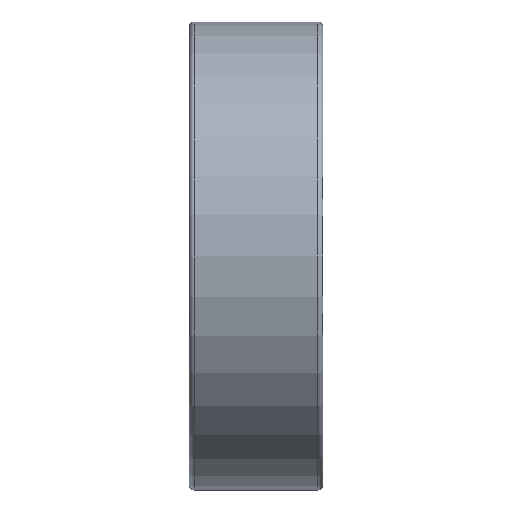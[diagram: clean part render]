
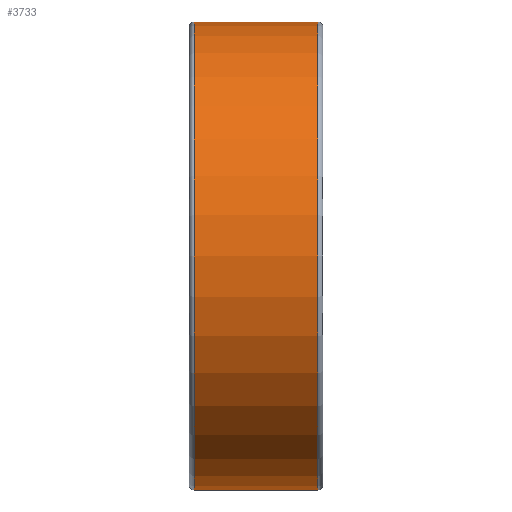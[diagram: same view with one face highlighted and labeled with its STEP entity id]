
A CAD part, front view. The second image highlights one B-rep face of the part: STEP entity #3733.
In plain terms, the highlighted cylindrical face has radius 14 mm (diameter 28 mm), a partial arc.
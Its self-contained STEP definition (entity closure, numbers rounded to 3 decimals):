
#377 = VERTEX_POINT ( 'NONE', #6130 ) ;
#815 = VERTEX_POINT ( 'NONE', #10674 ) ;
#1027 = AXIS2_PLACEMENT_3D ( 'NONE', #10000, #7475, #6427 ) ;
#1100 = EDGE_LOOP ( 'NONE', ( #3348, #3099, #6507, #5184 ) ) ;
#1104 = CYLINDRICAL_SURFACE ( 'NONE', #1027, 14. ) ;
#1275 = FACE_OUTER_BOUND ( 'NONE', #1100, .T. ) ;
#1690 = AXIS2_PLACEMENT_3D ( 'NONE', #6057, #8723, #6994 ) ;
#2089 = AXIS2_PLACEMENT_3D ( 'NONE', #8548, #4089, #7733 ) ;
#2205 = DIRECTION ( 'NONE',  ( -1., 0., 0. ) ) ;
#2272 = CIRCLE ( 'NONE', #2089, 14. ) ;
#2440 = CIRCLE ( 'NONE', #1690, 14. ) ;
#3099 = ORIENTED_EDGE ( 'NONE', *, *, #7192, .T. ) ;
#3132 = DIRECTION ( 'NONE',  ( -1., 0., 0. ) ) ;
#3348 = ORIENTED_EDGE ( 'NONE', *, *, #3839, .F. ) ;
#3733 = ADVANCED_FACE ( 'NONE', ( #1275 ), #1104, .T. ) ;
#3839 = EDGE_CURVE ( 'NONE', #377, #6357, #10108, .T. ) ;
#3985 = VECTOR ( 'NONE', #2205, 1000. ) ;
#4089 = DIRECTION ( 'NONE',  ( 1., 0., 0. ) ) ;
#5184 = ORIENTED_EDGE ( 'NONE', *, *, #10279, .T. ) ;
#5327 = CARTESIAN_POINT ( 'NONE',  ( 3.7, 0., 14. ) ) ;
#5396 = CARTESIAN_POINT ( 'NONE',  ( -3.7, 0., -14. ) ) ;
#5721 = CARTESIAN_POINT ( 'NONE',  ( -58.968, 0., -14. ) ) ;
#6057 = CARTESIAN_POINT ( 'NONE',  ( 3.7, 0., 0. ) ) ;
#6130 = CARTESIAN_POINT ( 'NONE',  ( 3.7, 0., -14. ) ) ;
#6357 = VERTEX_POINT ( 'NONE', #5396 ) ;
#6427 = DIRECTION ( 'NONE',  ( 0., 0., 1. ) ) ;
#6507 = ORIENTED_EDGE ( 'NONE', *, *, #7124, .T. ) ;
#6606 = CARTESIAN_POINT ( 'NONE',  ( -58.968, 0., 14. ) ) ;
#6994 = DIRECTION ( 'NONE',  ( 0., 0., 1. ) ) ;
#7124 = EDGE_CURVE ( 'NONE', #8230, #815, #7354, .T. ) ;
#7192 = EDGE_CURVE ( 'NONE', #377, #8230, #2440, .T. ) ;
#7354 = LINE ( 'NONE', #6606, #10524 ) ;
#7475 = DIRECTION ( 'NONE',  ( -1., 0., 0. ) ) ;
#7733 = DIRECTION ( 'NONE',  ( 0., 0., 1. ) ) ;
#8230 = VERTEX_POINT ( 'NONE', #5327 ) ;
#8548 = CARTESIAN_POINT ( 'NONE',  ( -3.7, 0., 0. ) ) ;
#8723 = DIRECTION ( 'NONE',  ( -1., 0., 0. ) ) ;
#10000 = CARTESIAN_POINT ( 'NONE',  ( -58.968, 0., 0. ) ) ;
#10108 = LINE ( 'NONE', #5721, #3985 ) ;
#10279 = EDGE_CURVE ( 'NONE', #815, #6357, #2272, .T. ) ;
#10524 = VECTOR ( 'NONE', #3132, 1000. ) ;
#10674 = CARTESIAN_POINT ( 'NONE',  ( -3.7, 0., 14. ) ) ;
